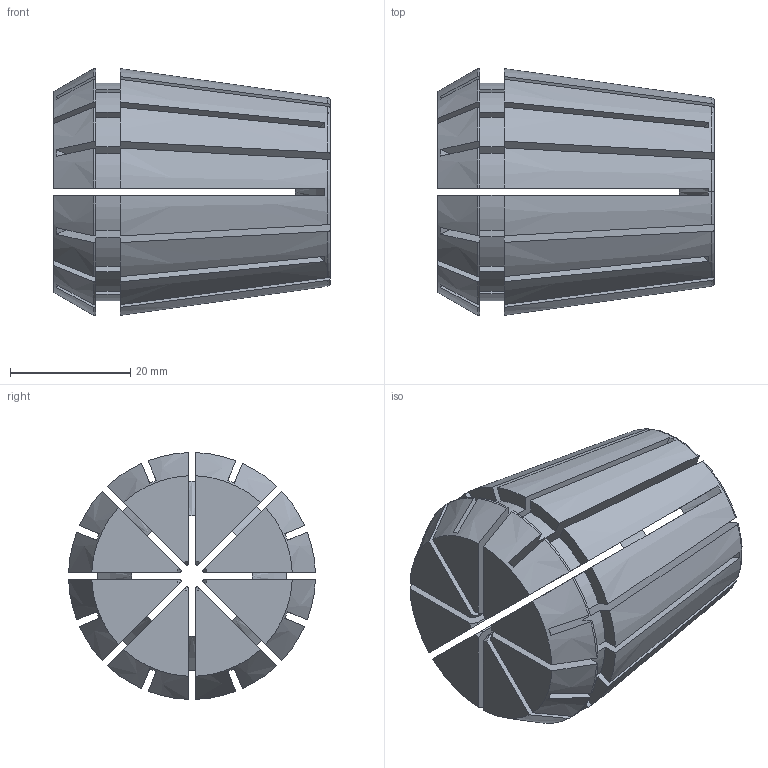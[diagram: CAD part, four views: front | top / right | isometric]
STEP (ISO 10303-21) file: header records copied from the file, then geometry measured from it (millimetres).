
FILE_DESCRIPTION (( 'STEP AP203' ), '1' );
FILE_NAME ('ER40 - 耳4-耳5.STEP', '2023-07-08T09:52:22', ( '' ), ( '' ), 'SwSTEP 2.0', 'SolidWorks 2012', '' );
FILE_SCHEMA (( 'CONFIG_CONTROL_DESIGN' ));
Length unit declared in the file: millimetre
Products named in the file (1): ER40 - 耳4-耳5
Bounding box: 46 x 40.98 x 40.98 mm (x, y, z)
Volume: 31651.8 mm3; surface area: 23318.3 mm2
Topology: 1 solids, 1 shells, 228 faces, 683 edges, 455 vertices
Faces by surface type: cylinder 81, plane 80, cone 58, torus 9
Entity records: 8120 total; most frequent: CARTESIAN_POINT 2077, ORIENTED_EDGE 1366, DIRECTION 1161, EDGE_CURVE 683, AXIS2_PLACEMENT_3D 459, VERTEX_POINT 455, LINE 243, VECTOR 243
